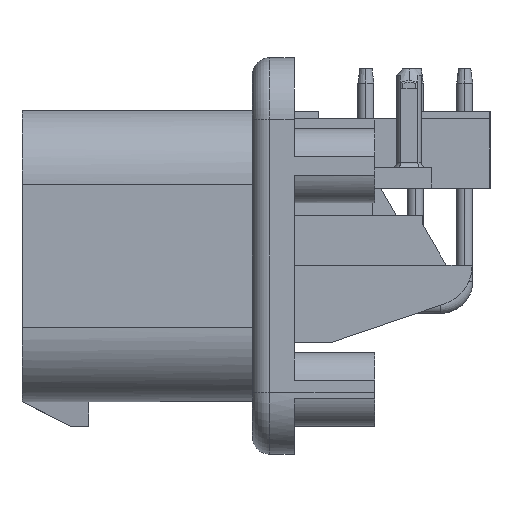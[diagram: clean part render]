
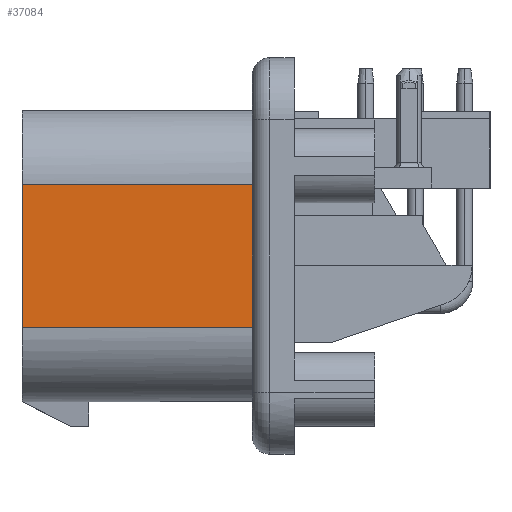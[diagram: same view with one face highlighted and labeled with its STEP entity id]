
A CAD part, left-side view. The second image highlights one B-rep face of the part: STEP entity #37084.
In plain terms, the highlighted planar face has unit normal (-1, 0, 0).
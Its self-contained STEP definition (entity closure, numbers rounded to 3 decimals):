
#33126=CARTESIAN_POINT('',(12.203,55.383,47.864));
#33127=VERTEX_POINT('',#33126);
#33146=CARTESIAN_POINT('',(12.203,55.383,59.348));
#33147=VERTEX_POINT('',#33146);
#33148=CARTESIAN_POINT('',(12.203,55.383,59.348));
#33149=CARTESIAN_POINT('',(12.203,55.383,57.051));
#33150=CARTESIAN_POINT('',(12.203,55.383,54.754));
#33151=CARTESIAN_POINT('',(12.203,55.383,52.457));
#33152=CARTESIAN_POINT('',(12.203,55.383,50.16));
#33153=CARTESIAN_POINT('',(12.203,55.383,47.864));
#33154=B_SPLINE_CURVE_WITH_KNOTS('',5,(#33148,#33149,#33150,#33151,#33152,#33153),.UNSPECIFIED.,.F.,.U.,(6,6),(0.,11.6),.UNSPECIFIED.);
#33155=EDGE_CURVE('',#33147,#33127,#33154,.T.);
#36990=CARTESIAN_POINT('',(12.203,35.533,47.864));
#36991=VERTEX_POINT('',#36990);
#37001=CARTESIAN_POINT('',(12.203,55.383,47.864));
#37002=CARTESIAN_POINT('',(12.203,51.413,47.864));
#37003=CARTESIAN_POINT('',(12.203,47.443,47.864));
#37004=CARTESIAN_POINT('',(12.203,43.473,47.864));
#37005=CARTESIAN_POINT('',(12.203,39.503,47.864));
#37006=CARTESIAN_POINT('',(12.203,35.533,47.864));
#37007=B_SPLINE_CURVE_WITH_KNOTS('',5,(#37001,#37002,#37003,#37004,#37005,#37006),.UNSPECIFIED.,.F.,.U.,(6,6),(0.,20.05),.UNSPECIFIED.);
#37008=EDGE_CURVE('',#33127,#36991,#37007,.T.);
#37033=CARTESIAN_POINT('',(12.203,45.458,53.606));
#37034=DIRECTION('',(0.,0.,-1.));
#37035=DIRECTION('',(-1.,-0.,0.));
#37036=AXIS2_PLACEMENT_3D('',#37033,#37035,#37034);
#37037=PLANE('',#37036);
#37038=CARTESIAN_POINT('',(12.203,36.276,56.625));
#37039=VERTEX_POINT('',#37038);
#37040=CARTESIAN_POINT('',(12.203,36.276,59.348));
#37041=VERTEX_POINT('',#37040);
#37042=CARTESIAN_POINT('',(12.203,36.276,56.625));
#37043=CARTESIAN_POINT('',(12.203,36.276,57.17));
#37044=CARTESIAN_POINT('',(12.203,36.276,57.714));
#37045=CARTESIAN_POINT('',(12.203,36.276,58.259));
#37046=CARTESIAN_POINT('',(12.203,36.276,58.803));
#37047=CARTESIAN_POINT('',(12.203,36.276,59.348));
#37048=B_SPLINE_CURVE_WITH_KNOTS('',5,(#37042,#37043,#37044,#37045,#37046,#37047),.UNSPECIFIED.,.F.,.U.,(6,6),(0.,2.75),.UNSPECIFIED.);
#37049=EDGE_CURVE('',#37039,#37041,#37048,.T.);
#37050=ORIENTED_EDGE('',*,*,#37049,.T.);
#37051=CARTESIAN_POINT('',(12.203,55.383,59.348));
#37052=CARTESIAN_POINT('',(12.203,51.561,59.348));
#37053=CARTESIAN_POINT('',(12.203,47.74,59.348));
#37054=CARTESIAN_POINT('',(12.203,43.919,59.348));
#37055=CARTESIAN_POINT('',(12.203,40.097,59.348));
#37056=CARTESIAN_POINT('',(12.203,36.276,59.348));
#37057=B_SPLINE_CURVE_WITH_KNOTS('',5,(#37051,#37052,#37053,#37054,#37055,#37056),.UNSPECIFIED.,.F.,.U.,(6,6),(0.,19.3),.UNSPECIFIED.);
#37058=EDGE_CURVE('',#33147,#37041,#37057,.T.);
#37059=ORIENTED_EDGE('',*,*,#37058,.F.);
#37060=ORIENTED_EDGE('',*,*,#33155,.T.);
#37061=ORIENTED_EDGE('',*,*,#37008,.T.);
#37062=CARTESIAN_POINT('',(12.203,35.533,56.625));
#37063=VERTEX_POINT('',#37062);
#37064=CARTESIAN_POINT('',(12.203,35.533,56.625));
#37065=CARTESIAN_POINT('',(12.203,35.533,54.873));
#37066=CARTESIAN_POINT('',(12.203,35.533,53.12));
#37067=CARTESIAN_POINT('',(12.203,35.533,51.368));
#37068=CARTESIAN_POINT('',(12.203,35.533,49.616));
#37069=CARTESIAN_POINT('',(12.203,35.533,47.864));
#37070=B_SPLINE_CURVE_WITH_KNOTS('',5,(#37064,#37065,#37066,#37067,#37068,#37069),.UNSPECIFIED.,.F.,.U.,(6,6),(0.,8.85),.UNSPECIFIED.);
#37071=EDGE_CURVE('',#37063,#36991,#37070,.T.);
#37072=ORIENTED_EDGE('',*,*,#37071,.F.);
#37073=CARTESIAN_POINT('',(12.203,36.276,56.625));
#37074=CARTESIAN_POINT('',(12.203,36.127,56.625));
#37075=CARTESIAN_POINT('',(12.203,35.979,56.625));
#37076=CARTESIAN_POINT('',(12.203,35.83,56.625));
#37077=CARTESIAN_POINT('',(12.203,35.682,56.625));
#37078=CARTESIAN_POINT('',(12.203,35.533,56.625));
#37079=B_SPLINE_CURVE_WITH_KNOTS('',5,(#37073,#37074,#37075,#37076,#37077,#37078),.UNSPECIFIED.,.F.,.U.,(6,6),(0.,0.75),.UNSPECIFIED.);
#37080=EDGE_CURVE('',#37039,#37063,#37079,.T.);
#37081=ORIENTED_EDGE('',*,*,#37080,.F.);
#37082=EDGE_LOOP('',(#37050,#37059,#37060,#37061,#37072,#37081));
#37083=FACE_OUTER_BOUND('',#37082,.T.);
#37084=ADVANCED_FACE('',(#37083),#37037,.T.);
